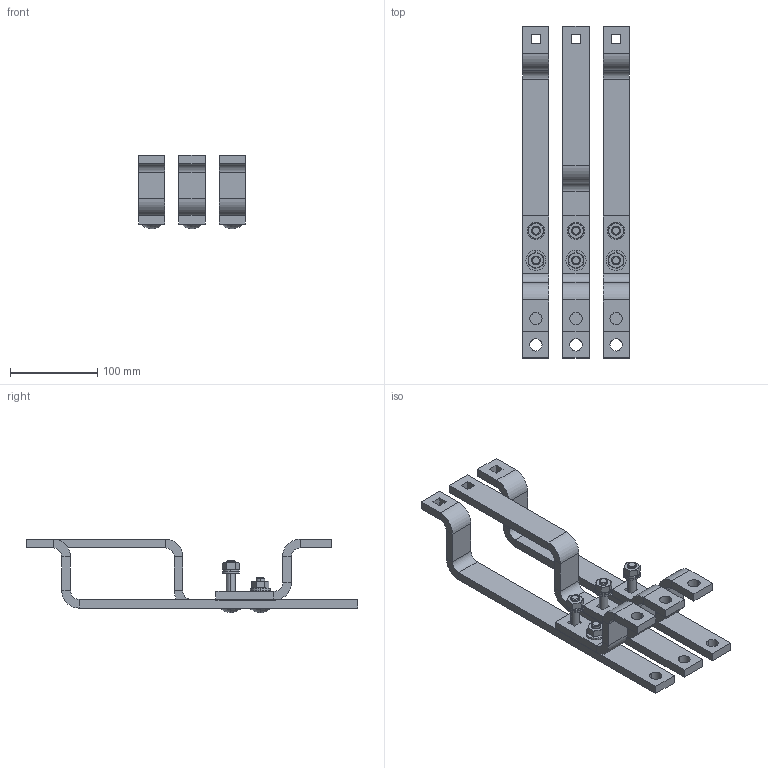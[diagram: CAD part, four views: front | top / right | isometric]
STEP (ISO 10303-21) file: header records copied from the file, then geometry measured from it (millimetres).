
FILE_DESCRIPTION(('STEP AP214'),'1');
FILE_NAME('cctmp_BABFFF6B-D426-4297-92CE-259ADD49D252_2024_05_23_13_33_12_0062..stp','2024-05-23T11:33:12',('SIEMENS A&D'),('CADClick - www.CADClick.com'),'Spatial InterOp 3D',' ','unknown authorization');
FILE_SCHEMA(('AUTOMOTIVE_DESIGN'));
Length unit declared in the file: millimetre
Products named in the file (28): cc_unnamed; 2024_05_23_13_33_12_0040; 2024_05_23_13_33_12_0009; 2024_05_23_13_33_11_0978; 2024_05_23_13_33_11_0909; 2024_05_23_13_33_11_0877; 2024_05_23_13_33_11_0846; 2024_05_23_13_33_11_0784; 2024_05_23_13_33_11_0753; 2024_05_23_13_33_11_0721; 2024_05_23_13_33_11_0659; 2024_05_23_13_33_11_0628; 2024_05_23_13_33_11_0597; 2024_05_23_13_33_11_0549; 2024_05_23_13_33_11_0476; 2024_05_23_13_33_11_0440; 2024_05_23_13_33_11_0409; 2024_05_23_13_33_11_0377; 2024_05_23_13_33_11_0285; 2024_05_23_13_33_11_0253; 2024_05_23_13_33_11_0223; 2024_05_23_13_33_11_0192; 2024_05_23_13_33_11_0123; 2024_05_23_13_33_11_0091; 2024_05_23_13_33_11_0053; 2024_05_23_13_33_11_0022; 2024_05_23_13_33_10_0991; 2024_05_23_13_33_10_0953
Assembly tree (27 placements, depth 2):
  cc_unnamed
    2024_05_23_13_33_12_0040
    2024_05_23_13_33_12_0009
    2024_05_23_13_33_11_0978
    2024_05_23_13_33_11_0909
    2024_05_23_13_33_11_0877
    2024_05_23_13_33_11_0846
    2024_05_23_13_33_11_0784
    2024_05_23_13_33_11_0753
    2024_05_23_13_33_11_0721
    2024_05_23_13_33_11_0659
    2024_05_23_13_33_11_0628
    2024_05_23_13_33_11_0597
    2024_05_23_13_33_11_0549
    2024_05_23_13_33_11_0476
    2024_05_23_13_33_11_0440
    2024_05_23_13_33_11_0409
    2024_05_23_13_33_11_0377
    2024_05_23_13_33_11_0285
    2024_05_23_13_33_11_0253
    2024_05_23_13_33_11_0223
    2024_05_23_13_33_11_0192
    2024_05_23_13_33_11_0123
    2024_05_23_13_33_11_0091
    2024_05_23_13_33_11_0053
    2024_05_23_13_33_11_0022
    2024_05_23_13_33_10_0991
    2024_05_23_13_33_10_0953
Bounding box: 122 x 381 x 84.44 mm (x, y, z)
Volume: 569637.4 mm3; surface area: 183161.8 mm2
Topology: 27 solids, 27 shells, 480 faces, 1062 edges, 654 vertices
Faces by surface type: plane 288, cylinder 108, cone 72, sphere 12
Entity records: 17891 total; most frequent: CARTESIAN_POINT 2512, DIRECTION 2318, ORIENTED_EDGE 2124, EDGE_CURVE 1062, AXIS2_PLACEMENT_3D 820, LINE 678, VECTOR 678, VERTEX_POINT 654
